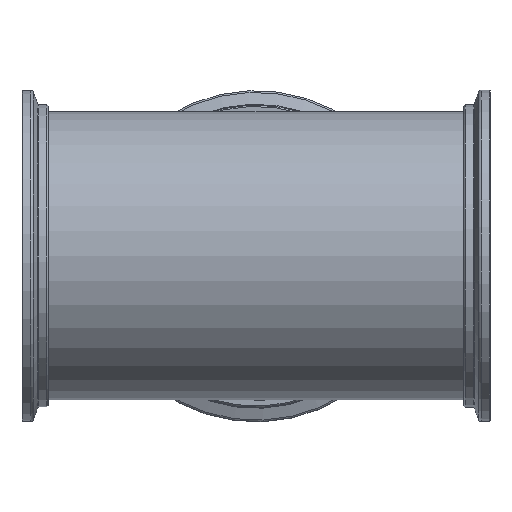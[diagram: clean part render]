
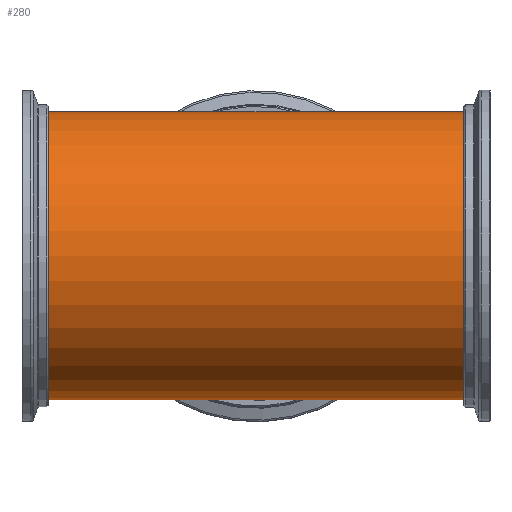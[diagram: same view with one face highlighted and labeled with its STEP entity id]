
A CAD part, top view. The second image highlights one B-rep face of the part: STEP entity #280.
In plain terms, the highlighted cylindrical face has radius 109.55 mm (diameter 219.1 mm), a full revolution.
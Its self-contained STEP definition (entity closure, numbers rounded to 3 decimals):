
#54=ELLIPSE('',#333,154.927,109.55);
#55=ELLIPSE('',#334,154.927,109.55);
#66=ORIENTED_EDGE('',*,*,#114,.F.);
#67=ORIENTED_EDGE('',*,*,#112,.F.);
#68=ORIENTED_EDGE('',*,*,#111,.T.);
#69=ORIENTED_EDGE('',*,*,#115,.T.);
#111=EDGE_CURVE('',#136,#137,#54,.T.);
#112=EDGE_CURVE('',#136,#137,#55,.T.);
#114=EDGE_CURVE('',#139,#139,#160,.T.);
#115=EDGE_CURVE('',#140,#140,#161,.T.);
#136=VERTEX_POINT('',#495);
#137=VERTEX_POINT('',#496);
#139=VERTEX_POINT('',#503);
#140=VERTEX_POINT('',#505);
#160=CIRCLE('',#338,109.55);
#161=CIRCLE('',#339,109.55);
#184=EDGE_LOOP('',(#66));
#185=EDGE_LOOP('',(#67,#68));
#186=EDGE_LOOP('',(#69));
#230=FACE_BOUND('',#184,.T.);
#231=FACE_BOUND('',#185,.T.);
#232=FACE_BOUND('',#186,.T.);
#272=CYLINDRICAL_SURFACE('',#337,109.55);
#280=ADVANCED_FACE('',(#230,#231,#232),#272,.T.);
#333=AXIS2_PLACEMENT_3D('',#494,#393,#394);
#334=AXIS2_PLACEMENT_3D('',#497,#395,#396);
#337=AXIS2_PLACEMENT_3D('',#501,#401,#402);
#338=AXIS2_PLACEMENT_3D('',#502,#403,#404);
#339=AXIS2_PLACEMENT_3D('',#504,#405,#406);
#393=DIRECTION('',(-0.707,0.,0.707));
#394=DIRECTION('',(0.707,0.,0.707));
#395=DIRECTION('',(-0.707,0.,-0.707));
#396=DIRECTION('',(-0.707,0.,0.707));
#401=DIRECTION('',(-1.,0.,0.));
#402=DIRECTION('',(0.,0.,1.));
#403=DIRECTION('',(-1.,0.,0.));
#404=DIRECTION('',(0.,0.,1.));
#405=DIRECTION('',(-1.,0.,0.));
#406=DIRECTION('',(0.,0.,1.));
#494=CARTESIAN_POINT('',(0.,0.,0.));
#495=CARTESIAN_POINT('',(0.,109.55,0.));
#496=CARTESIAN_POINT('',(0.,-109.55,0.));
#497=CARTESIAN_POINT('',(0.,0.,0.));
#501=CARTESIAN_POINT('',(0.,0.,0.));
#502=CARTESIAN_POINT('',(-163.,0.,0.));
#503=CARTESIAN_POINT('',(-163.,0.,109.55));
#504=CARTESIAN_POINT('',(163.,0.,0.));
#505=CARTESIAN_POINT('',(163.,0.,109.55));
